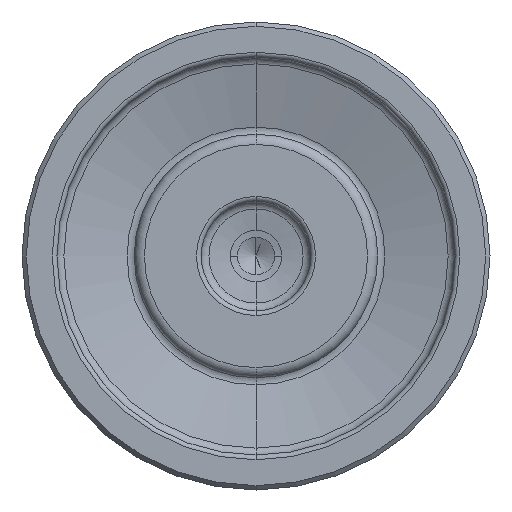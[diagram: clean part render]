
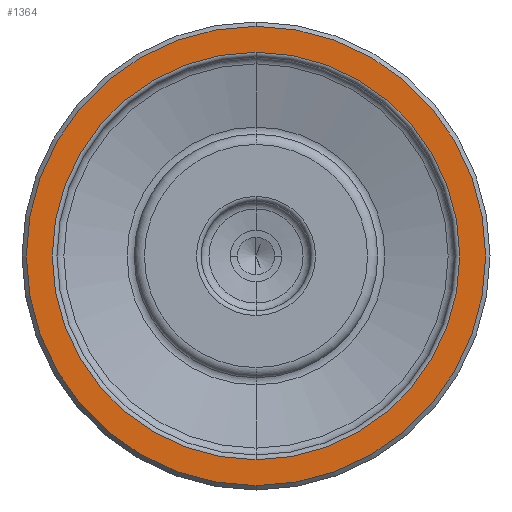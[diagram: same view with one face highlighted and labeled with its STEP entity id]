
A CAD part, front view. The second image highlights one B-rep face of the part: STEP entity #1364.
In plain terms, the highlighted planar face has unit normal (0, -1, 0).
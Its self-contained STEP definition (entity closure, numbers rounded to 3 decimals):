
#3 = AXIS2_PLACEMENT_3D ( 'NONE', #1119, #110, #1288 ) ;
#110 = DIRECTION ( 'NONE',  ( 0., 1., 0. ) ) ;
#157 = VERTEX_POINT ( 'NONE', #831 ) ;
#205 = CARTESIAN_POINT ( 'NONE',  ( 0., 0.706, -24.517 ) ) ;
#232 = DIRECTION ( 'NONE',  ( 0., 1., 0. ) ) ;
#235 = CARTESIAN_POINT ( 'NONE',  ( 21.25, 0.706, 0. ) ) ;
#341 = AXIS2_PLACEMENT_3D ( 'NONE', #235, #1913, #918 ) ;
#507 = FACE_BOUND ( 'NONE', #1733, .T. ) ;
#524 = CIRCLE ( 'NONE', #1407, 24.517 ) ;
#544 = EDGE_CURVE ( 'NONE', #1494, #1673, #896, .T. ) ;
#669 = EDGE_CURVE ( 'NONE', #2155, #157, #1650, .T. ) ;
#749 = PLANE ( 'NONE',  #341 ) ;
#798 = DIRECTION ( 'NONE',  ( 0., -1., 0. ) ) ;
#822 = ORIENTED_EDGE ( 'NONE', *, *, #669, .T. ) ;
#828 = CIRCLE ( 'NONE', #1297, 21.75 ) ;
#831 = CARTESIAN_POINT ( 'NONE',  ( 0., 0.706, 24.517 ) ) ;
#896 = CIRCLE ( 'NONE', #3, 21.75 ) ;
#904 = DIRECTION ( 'NONE',  ( 0., -1., 0. ) ) ;
#918 = DIRECTION ( 'NONE',  ( 0., 0., -1. ) ) ;
#933 = CARTESIAN_POINT ( 'NONE',  ( 0., 0.706, 21.75 ) ) ;
#947 = FACE_OUTER_BOUND ( 'NONE', #1331, .T. ) ;
#1090 = EDGE_CURVE ( 'NONE', #1673, #1494, #828, .T. ) ;
#1119 = CARTESIAN_POINT ( 'NONE',  ( 0., 0.706, 0. ) ) ;
#1236 = CARTESIAN_POINT ( 'NONE',  ( 0., 0.706, 0. ) ) ;
#1274 = ORIENTED_EDGE ( 'NONE', *, *, #1090, .T. ) ;
#1288 = DIRECTION ( 'NONE',  ( 0., 0., -1. ) ) ;
#1297 = AXIS2_PLACEMENT_3D ( 'NONE', #1236, #232, #1401 ) ;
#1331 = EDGE_LOOP ( 'NONE', ( #2189, #822 ) ) ;
#1364 = ADVANCED_FACE ( 'NONE', ( #947, #507 ), #749, .T. ) ;
#1401 = DIRECTION ( 'NONE',  ( 0., 0., -1. ) ) ;
#1407 = AXIS2_PLACEMENT_3D ( 'NONE', #1792, #798, #1960 ) ;
#1494 = VERTEX_POINT ( 'NONE', #1957 ) ;
#1650 = CIRCLE ( 'NONE', #1827, 24.517 ) ;
#1673 = VERTEX_POINT ( 'NONE', #933 ) ;
#1703 = EDGE_CURVE ( 'NONE', #157, #2155, #524, .T. ) ;
#1733 = EDGE_LOOP ( 'NONE', ( #1844, #1274 ) ) ;
#1792 = CARTESIAN_POINT ( 'NONE',  ( 0., 0.706, 0. ) ) ;
#1827 = AXIS2_PLACEMENT_3D ( 'NONE', #1897, #904, #2063 ) ;
#1844 = ORIENTED_EDGE ( 'NONE', *, *, #544, .T. ) ;
#1897 = CARTESIAN_POINT ( 'NONE',  ( 0., 0.706, 0. ) ) ;
#1913 = DIRECTION ( 'NONE',  ( 0., -1., 0. ) ) ;
#1957 = CARTESIAN_POINT ( 'NONE',  ( 0., 0.706, -21.75 ) ) ;
#1960 = DIRECTION ( 'NONE',  ( 0., 0., -1. ) ) ;
#2063 = DIRECTION ( 'NONE',  ( 0., 0., -1. ) ) ;
#2155 = VERTEX_POINT ( 'NONE', #205 ) ;
#2189 = ORIENTED_EDGE ( 'NONE', *, *, #1703, .T. ) ;
